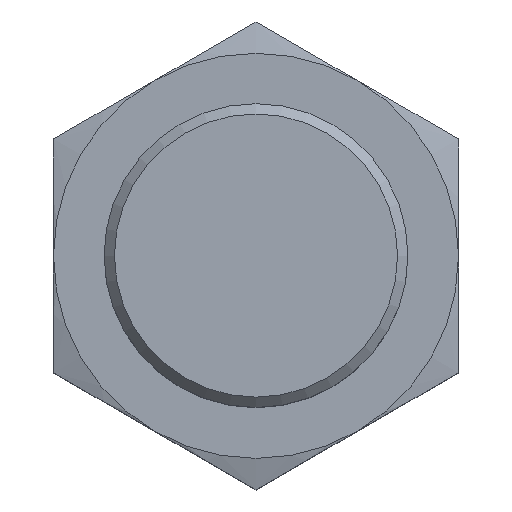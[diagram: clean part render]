
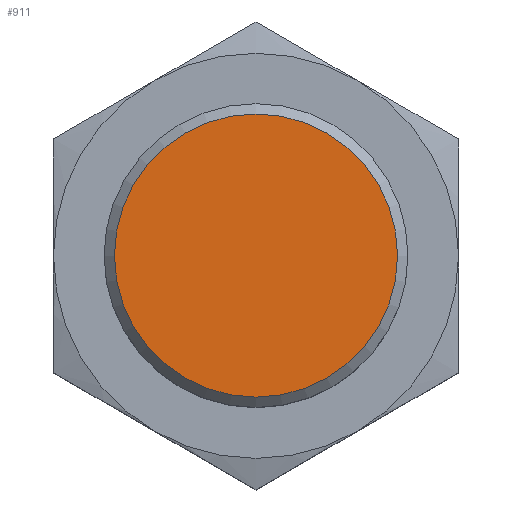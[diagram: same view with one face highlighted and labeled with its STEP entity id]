
A CAD part, top view. The second image highlights one B-rep face of the part: STEP entity #911.
In plain terms, the highlighted planar face has unit normal (0, 0, 1).
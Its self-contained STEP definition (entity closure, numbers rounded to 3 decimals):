
#137=CIRCLE('',#1021,8.387);
#326=ORIENTED_EDGE('',*,*,#499,.F.);
#499=EDGE_CURVE('',#594,#594,#137,.T.);
#594=VERTEX_POINT('',#1678);
#723=EDGE_LOOP('',(#326));
#809=FACE_BOUND('',#723,.T.);
#858=PLANE('',#1020);
#911=ADVANCED_FACE('',(#809),#858,.F.);
#1020=AXIS2_PLACEMENT_3D('',#1676,#1224,#1225);
#1021=AXIS2_PLACEMENT_3D('',#1677,#1226,#1227);
#1224=DIRECTION('',(0.,0.,-1.));
#1225=DIRECTION('',(-1.,0.,0.));
#1226=DIRECTION('',(0.,0.,-1.));
#1227=DIRECTION('',(-1.,0.,0.));
#1676=CARTESIAN_POINT('',(0.,0.,0.));
#1677=CARTESIAN_POINT('',(0.,0.,0.));
#1678=CARTESIAN_POINT('',(-8.387,0.,0.));
